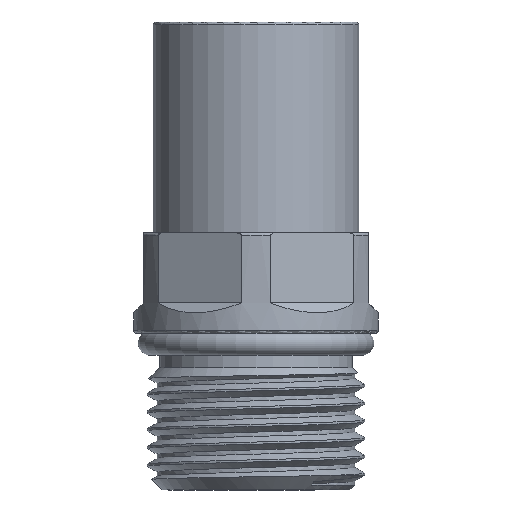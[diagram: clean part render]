
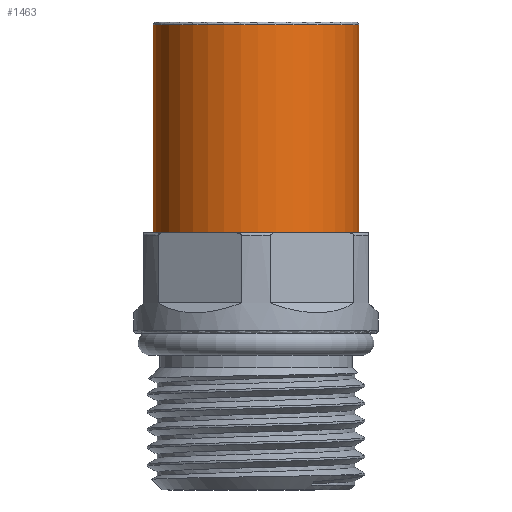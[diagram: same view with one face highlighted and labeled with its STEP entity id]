
A CAD part, front view. The second image highlights one B-rep face of the part: STEP entity #1463.
In plain terms, the highlighted cylindrical face has radius 10.5 mm (diameter 21 mm), a full revolution.
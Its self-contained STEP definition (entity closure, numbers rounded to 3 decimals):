
#1403=CARTESIAN_POINT('',(7.425,-107.575,-45.106));
#1404=VERTEX_POINT('',#1403);
#1405=CARTESIAN_POINT('',(10.5,-115.,-45.106));
#1406=VERTEX_POINT('',#1405);
#1407=CARTESIAN_POINT('',(7.425,-107.575,-45.106));
#1408=CARTESIAN_POINT('',(8.156,-108.307,-45.106));
#1409=CARTESIAN_POINT('',(8.73,-109.167,-45.106));
#1410=CARTESIAN_POINT('',(9.305,-110.026,-45.106));
#1411=CARTESIAN_POINT('',(9.701,-110.982,-45.106));
#1412=CARTESIAN_POINT('',(10.096,-111.937,-45.106));
#1413=CARTESIAN_POINT('',(10.298,-112.952,-45.106));
#1414=CARTESIAN_POINT('',(10.5,-113.966,-45.106));
#1415=CARTESIAN_POINT('',(10.5,-115.,-45.106));
#1416=B_SPLINE_CURVE_WITH_KNOTS('',2,(#1407,#1408,#1409,#1410,#1411,#1412,#1413,#1414,#1415),.UNSPECIFIED.,.F.,.U.,(3,2,2,2,3),(0.875,0.906,0.938,0.969,1.),.UNSPECIFIED.);
#1417=EDGE_CURVE('',#1404,#1406,#1416,.T.);
#1419=CARTESIAN_POINT('',(0.,-115.,-45.106));
#1420=DIRECTION('',(0.707,0.707,0.));
#1421=DIRECTION('',(0.,0.,1.));
#1422=AXIS2_PLACEMENT_3D('',#1419,#1421,#1420);
#1423=CIRCLE('',#1422,10.5);
#1424=EDGE_CURVE('',#1404,#1406,#1423,.T.);
#1429=CARTESIAN_POINT('',(0.,-115.,-23.9));
#1430=DIRECTION('',(0.707,0.707,0.));
#1431=DIRECTION('',(0.,0.,-1.));
#1432=AXIS2_PLACEMENT_3D('',#1429,#1431,#1430);
#1433=CYLINDRICAL_SURFACE('',#1432,10.5);
#1434=ORIENTED_EDGE('',*,*,#1417,.F.);
#1435=CARTESIAN_POINT('',(7.425,-107.575,-23.9));
#1436=VERTEX_POINT('',#1435);
#1437=CARTESIAN_POINT('',(7.425,-107.575,-45.106));
#1438=DIRECTION('',(0.,0.,1.));
#1439=VECTOR('',#1438,21.206);
#1440=LINE('',#1437,#1439);
#1441=EDGE_CURVE('',#1404,#1436,#1440,.T.);
#1442=ORIENTED_EDGE('E645',*,*,#1441,.T.);
#1443=CARTESIAN_POINT('',(10.5,-115.,-23.9));
#1444=VERTEX_POINT('',#1443);
#1445=CARTESIAN_POINT('',(0.,-115.,-23.9));
#1446=DIRECTION('',(0.707,0.707,0.));
#1447=DIRECTION('',(0.,0.,-1.));
#1448=AXIS2_PLACEMENT_3D('',#1445,#1447,#1446);
#1449=CIRCLE('',#1448,10.5);
#1450=EDGE_CURVE('',#1436,#1444,#1449,.T.);
#1451=ORIENTED_EDGE('E646',*,*,#1450,.T.);
#1452=CARTESIAN_POINT('',(0.,-115.,-23.9));
#1453=DIRECTION('',(1.,0.,0.));
#1454=DIRECTION('',(0.,0.,-1.));
#1455=AXIS2_PLACEMENT_3D('',#1452,#1454,#1453);
#1456=CIRCLE('',#1455,10.5);
#1457=EDGE_CURVE('',#1444,#1436,#1456,.T.);
#1458=ORIENTED_EDGE('E647',*,*,#1457,.T.);
#1459=ORIENTED_EDGE('E647',*,*,#1441,.F.);
#1460=ORIENTED_EDGE('E647',*,*,#1424,.T.);
#1461=EDGE_LOOP('',(#1434,#1442,#1451,#1458,#1459,#1460));
#1462=FACE_OUTER_BOUND('',#1461,.T.);
#1463=ADVANCED_FACE('F240',(#1462),#1433,.T.);
